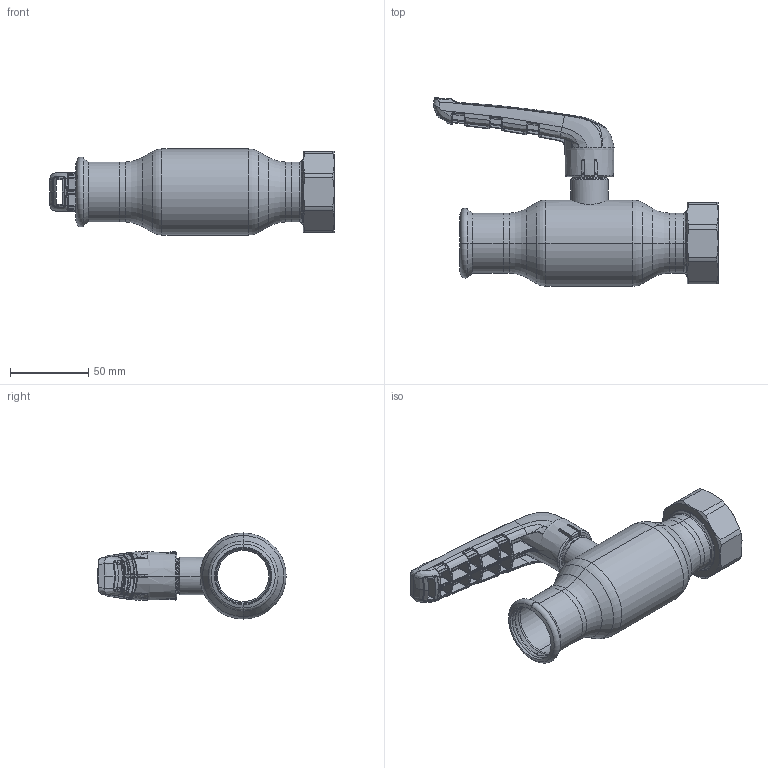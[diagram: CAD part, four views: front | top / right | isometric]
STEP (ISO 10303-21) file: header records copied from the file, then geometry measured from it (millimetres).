
FILE_DESCRIPTION (( 'STEP AP214' ), '1' );
FILE_NAME ('XPR21400 DN32 G1 12 x 35.step', '2018-09-27T09:15:27', ( '' ), ( '' ), 'SwSTEP 2.0', 'SolidWorks 2017', '' );
FILE_SCHEMA (( 'AUTOMOTIVE_DESIGN' ));
Length unit declared in the file: millimetre
Products named in the file (1): XPR21400 DN32 G1 12 x 35
Bounding box: 181.97 x 120.36 x 55 mm (x, y, z)
Surface area: 57067.4 mm2 (no closed solid volume)
Topology: 0 solids, 10 shells, 771 faces, 2511 edges, 1639 vertices
Faces by surface type: bspline 583, plane 58, cylinder 56, cone 39, torus 25, sphere 10
Entity records: 58999 total; most frequent: CARTESIAN_POINT 34271, ORIENTED_EDGE 4093, EDGE_CURVE 2499, DIRECTION 1787, B_SPLINE_CURVE_WITH_KNOTS 1701, VERTEX_POINT 1635, AXIS2_PLACEMENT_3D 802, EDGE_LOOP 794
